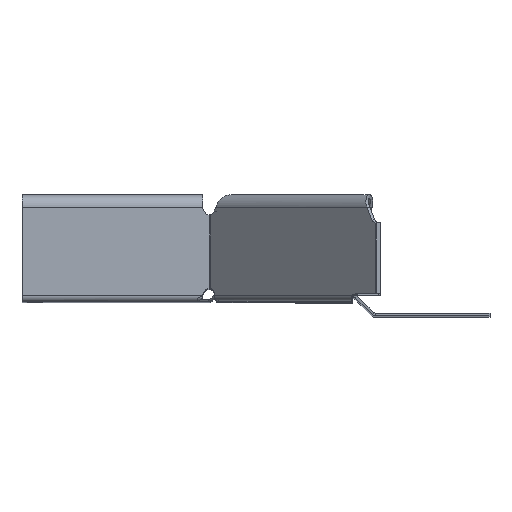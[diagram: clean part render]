
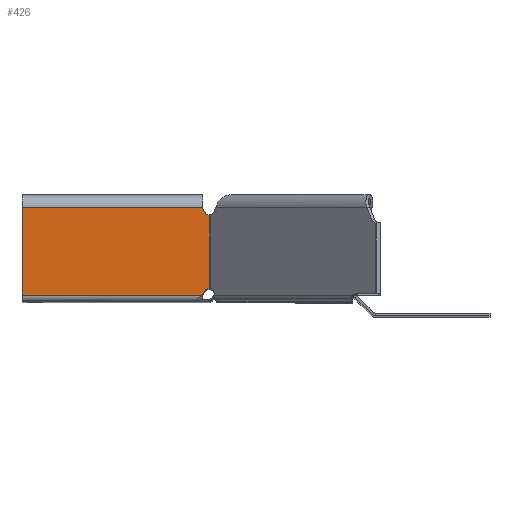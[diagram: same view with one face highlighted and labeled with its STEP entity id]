
A CAD part, top view. The second image highlights one B-rep face of the part: STEP entity #426.
In plain terms, the highlighted face is planar.
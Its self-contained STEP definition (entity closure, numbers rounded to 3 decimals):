
#103 = PLANE ( 'NONE',  #3352 ) ;
#172 = EDGE_CURVE ( 'NONE', #3483, #5271, #2407, .T. ) ;
#320 = CARTESIAN_POINT ( 'NONE',  ( -55.98, 3.969, -6.75 ) ) ;
#426 = ADVANCED_FACE ( 'NONE', ( #3870 ), #103, .F. ) ;
#441 = VERTEX_POINT ( 'NONE', #5148 ) ;
#667 = DIRECTION ( 'NONE',  ( 0., 1., 0. ) ) ;
#697 = DIRECTION ( 'NONE',  ( 0., 0., -1. ) ) ;
#751 = CIRCLE ( 'NONE', #2760, 2.25 ) ;
#829 = CARTESIAN_POINT ( 'NONE',  ( -183.54, 1.75, -6.75 ) ) ;
#851 = EDGE_CURVE ( 'NONE', #441, #4301, #1858, .T. ) ;
#880 = DIRECTION ( 'NONE',  ( 1., 0., 0. ) ) ;
#1210 = DIRECTION ( 'NONE',  ( 0., 1., 0. ) ) ;
#1329 = DIRECTION ( 'NONE',  ( 0., 0., 1. ) ) ;
#1546 = LINE ( 'NONE', #3709, #5084 ) ;
#1773 = DIRECTION ( 'NONE',  ( 0., 1., 0. ) ) ;
#1781 = VECTOR ( 'NONE', #3477, 1000. ) ;
#1792 = AXIS2_PLACEMENT_3D ( 'NONE', #1889, #4103, #2385 ) ;
#1858 = LINE ( 'NONE', #5293, #1781 ) ;
#1889 = CARTESIAN_POINT ( 'NONE',  ( -56.35, 1.75, -6.75 ) ) ;
#1910 = CARTESIAN_POINT ( 'NONE',  ( 0., 0., -6.75 ) ) ;
#1978 = ORIENTED_EDGE ( 'NONE', *, *, #172, .F. ) ;
#2144 = EDGE_LOOP ( 'NONE', ( #4637, #4755, #3664, #3399, #3088, #1978 ) ) ;
#2385 = DIRECTION ( 'NONE',  ( 0., 1., 0. ) ) ;
#2407 = CIRCLE ( 'NONE', #1792, 2.25 ) ;
#2675 = CARTESIAN_POINT ( 'NONE',  ( -54.1, 1.75, -6.75 ) ) ;
#2760 = AXIS2_PLACEMENT_3D ( 'NONE', #4426, #697, #667 ) ;
#3027 = VECTOR ( 'NONE', #880, 1000. ) ;
#3088 = ORIENTED_EDGE ( 'NONE', *, *, #3804, .F. ) ;
#3352 = AXIS2_PLACEMENT_3D ( 'NONE', #5118, #1329, #1773 ) ;
#3399 = ORIENTED_EDGE ( 'NONE', *, *, #3495, .F. ) ;
#3477 = DIRECTION ( 'NONE',  ( 1., 0., 0. ) ) ;
#3483 = VERTEX_POINT ( 'NONE', #320 ) ;
#3495 = EDGE_CURVE ( 'NONE', #5100, #4301, #4313, .T. ) ;
#3664 = ORIENTED_EDGE ( 'NONE', *, *, #851, .T. ) ;
#3709 = CARTESIAN_POINT ( 'NONE',  ( -55.98, 0., -6.75 ) ) ;
#3725 = VECTOR ( 'NONE', #4737, 1000. ) ;
#3804 = EDGE_CURVE ( 'NONE', #5271, #5100, #4677, .T. ) ;
#3870 = FACE_OUTER_BOUND ( 'NONE', #2144, .T. ) ;
#4100 = EDGE_CURVE ( 'NONE', #441, #4657, #751, .T. ) ;
#4103 = DIRECTION ( 'NONE',  ( 0., 0., -1. ) ) ;
#4301 = VERTEX_POINT ( 'NONE', #5121 ) ;
#4313 = LINE ( 'NONE', #1910, #3725 ) ;
#4426 = CARTESIAN_POINT ( 'NONE',  ( -56.35, 28.25, -6.75 ) ) ;
#4637 = ORIENTED_EDGE ( 'NONE', *, *, #4666, .T. ) ;
#4657 = VERTEX_POINT ( 'NONE', #4967 ) ;
#4666 = EDGE_CURVE ( 'NONE', #3483, #4657, #1546, .T. ) ;
#4677 = LINE ( 'NONE', #829, #3027 ) ;
#4737 = DIRECTION ( 'NONE',  ( 0., 1., 0. ) ) ;
#4755 = ORIENTED_EDGE ( 'NONE', *, *, #4100, .F. ) ;
#4967 = CARTESIAN_POINT ( 'NONE',  ( -55.98, 26.031, -6.75 ) ) ;
#5063 = CARTESIAN_POINT ( 'NONE',  ( 0., 1.75, -6.75 ) ) ;
#5084 = VECTOR ( 'NONE', #1210, 1000. ) ;
#5100 = VERTEX_POINT ( 'NONE', #5063 ) ;
#5118 = CARTESIAN_POINT ( 'NONE',  ( -183.54, 0., -6.75 ) ) ;
#5121 = CARTESIAN_POINT ( 'NONE',  ( 0., 28.25, -6.75 ) ) ;
#5148 = CARTESIAN_POINT ( 'NONE',  ( -54.1, 28.25, -6.75 ) ) ;
#5271 = VERTEX_POINT ( 'NONE', #2675 ) ;
#5293 = CARTESIAN_POINT ( 'NONE',  ( -183.54, 28.25, -6.75 ) ) ;
